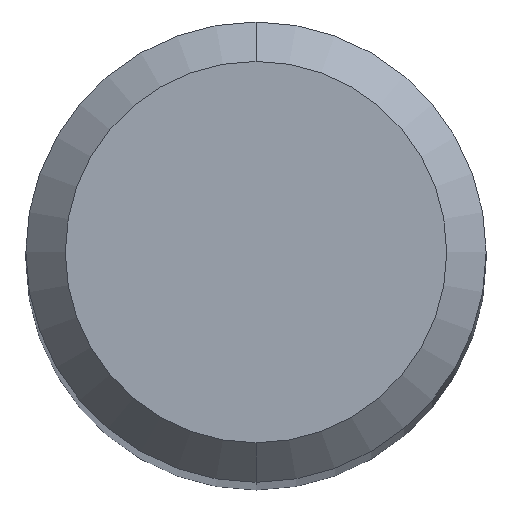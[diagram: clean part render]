
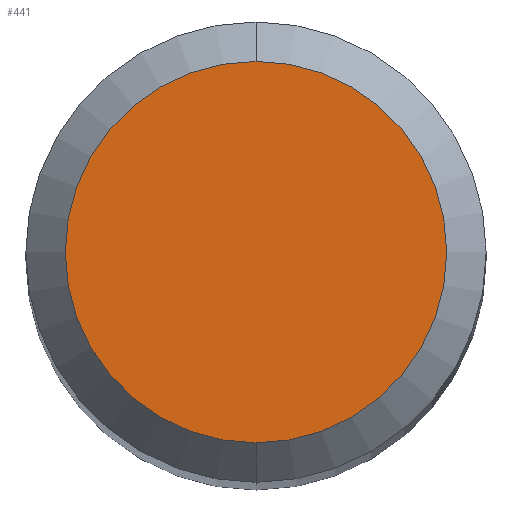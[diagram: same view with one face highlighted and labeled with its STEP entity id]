
A CAD part, top view. The second image highlights one B-rep face of the part: STEP entity #441.
In plain terms, the highlighted planar face has unit normal (0, 0, 1).
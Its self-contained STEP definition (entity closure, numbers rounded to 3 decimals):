
#227=EDGE_CURVE('',#299,#491,#615,.T.);
#299=VERTEX_POINT('',#690);
#349=EDGE_CURVE('',#491,#299,#750,.T.);
#441=ADVANCED_FACE('',(#849),#850,.T.);
#491=VERTEX_POINT('',#908);
#615=CIRCLE('',#1041,1.45);
#690=CARTESIAN_POINT('',(0.0,1.45,0.0));
#750=CIRCLE('',#1267,1.45);
#849=FACE_OUTER_BOUND('',#1460,.T.);
#850=PLANE('',#1461);
#908=CARTESIAN_POINT('',(0.,-1.45,0.0));
#1041=AXIS2_PLACEMENT_3D('',#1788,#1789,#1790);
#1267=AXIS2_PLACEMENT_3D('',#1943,#1944,#1945);
#1460=EDGE_LOOP('',(#2038,#2039));
#1461=AXIS2_PLACEMENT_3D('',#2040,#2041,#2042);
#1788=CARTESIAN_POINT('',(0.0,0.0,0.0));
#1789=DIRECTION('',(0.0,0.0,-1.0));
#1790=DIRECTION('',(0.0,1.0,0.0));
#1943=CARTESIAN_POINT('',(0.0,0.0,0.0));
#1944=DIRECTION('',(0.0,0.0,-1.0));
#1945=DIRECTION('',(0.0,1.0,0.0));
#2038=ORIENTED_EDGE('',*,*,#227,.F.);
#2039=ORIENTED_EDGE('',*,*,#349,.F.);
#2040=CARTESIAN_POINT('',(0.0,0.725,0.0));
#2041=DIRECTION('',(-0.0,0.0,1.0));
#2042=DIRECTION('',(0.0,-1.0,0.0));
